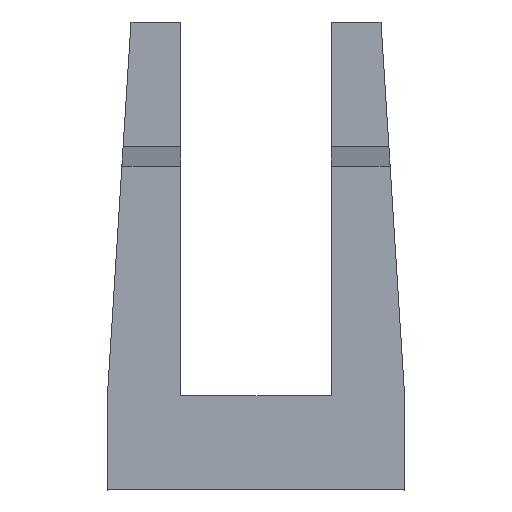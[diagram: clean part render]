
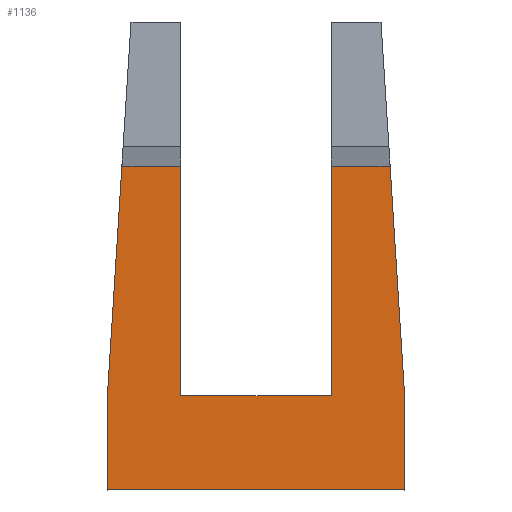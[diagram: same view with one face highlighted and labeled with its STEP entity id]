
A CAD part, left-side view. The second image highlights one B-rep face of the part: STEP entity #1136.
In plain terms, the highlighted planar face has unit normal (-1, 0, 0).
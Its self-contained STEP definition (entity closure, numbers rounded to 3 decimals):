
#1068=AXIS2_PLACEMENT_3D('Plane Axis2P3D',#1065,#1066,#1067) ;
#743=CARTESIAN_POINT('Vertex',(0.11,6.3,2.)) ;
#746=CARTESIAN_POINT('Line Origine',(0.11,6.146,4.433)) ;
#750=CARTESIAN_POINT('Vertex',(0.11,5.993,6.866)) ;
#905=CARTESIAN_POINT('Line Origine',(0.11,5.371,6.866)) ;
#909=CARTESIAN_POINT('Vertex',(0.11,4.75,6.866)) ;
#1065=CARTESIAN_POINT('Axis2P3D Location',(0.11,-0.1,6.9)) ;
#1070=CARTESIAN_POINT('Line Origine',(0.11,6.3,1.)) ;
#1074=CARTESIAN_POINT('Vertex',(0.11,6.3,0.)) ;
#1077=CARTESIAN_POINT('Line Origine',(0.11,3.15,0.)) ;
#1081=CARTESIAN_POINT('Vertex',(0.11,0.,0.)) ;
#1084=CARTESIAN_POINT('Line Origine',(0.11,0.,1.)) ;
#1088=CARTESIAN_POINT('Vertex',(0.11,0.,2.)) ;
#1091=CARTESIAN_POINT('Line Origine',(0.11,0.154,4.433)) ;
#1095=CARTESIAN_POINT('Vertex',(0.11,0.307,6.866)) ;
#1098=CARTESIAN_POINT('Line Origine',(0.11,0.929,6.866)) ;
#1102=CARTESIAN_POINT('Vertex',(0.11,1.55,6.866)) ;
#1105=CARTESIAN_POINT('Line Origine',(0.11,1.55,4.433)) ;
#1109=CARTESIAN_POINT('Vertex',(0.11,1.55,2.)) ;
#1112=CARTESIAN_POINT('Line Origine',(0.11,3.15,2.)) ;
#1116=CARTESIAN_POINT('Vertex',(0.11,4.75,2.)) ;
#1119=CARTESIAN_POINT('Line Origine',(0.11,4.75,4.433)) ;
#747=DIRECTION('Vector Direction',(0.,-0.063,0.998)) ;
#906=DIRECTION('Vector Direction',(0.,1.,0.)) ;
#1066=DIRECTION('Axis2P3D Direction',(1.,0.,0.)) ;
#1067=DIRECTION('Axis2P3D XDirection',(0.,0.,-1.)) ;
#1071=DIRECTION('Vector Direction',(0.,0.,1.)) ;
#1078=DIRECTION('Vector Direction',(0.,1.,0.)) ;
#1085=DIRECTION('Vector Direction',(0.,0.,-1.)) ;
#1092=DIRECTION('Vector Direction',(0.,0.063,0.998)) ;
#1099=DIRECTION('Vector Direction',(0.,-1.,0.)) ;
#1106=DIRECTION('Vector Direction',(0.,0.,-1.)) ;
#1113=DIRECTION('Vector Direction',(0.,1.,0.)) ;
#1120=DIRECTION('Vector Direction',(0.,0.,-1.)) ;
#748=VECTOR('Line Direction',#747,1.) ;
#907=VECTOR('Line Direction',#906,1.) ;
#1072=VECTOR('Line Direction',#1071,1.) ;
#1079=VECTOR('Line Direction',#1078,1.) ;
#1086=VECTOR('Line Direction',#1085,1.) ;
#1093=VECTOR('Line Direction',#1092,1.) ;
#1100=VECTOR('Line Direction',#1099,1.) ;
#1107=VECTOR('Line Direction',#1106,1.) ;
#1114=VECTOR('Line Direction',#1113,1.) ;
#1121=VECTOR('Line Direction',#1120,1.) ;
#1125=ORIENTED_EDGE('',*,*,#1076,.F.) ;
#1126=ORIENTED_EDGE('',*,*,#1083,.F.) ;
#1127=ORIENTED_EDGE('',*,*,#1090,.F.) ;
#1128=ORIENTED_EDGE('',*,*,#1097,.T.) ;
#1129=ORIENTED_EDGE('',*,*,#1104,.F.) ;
#1130=ORIENTED_EDGE('',*,*,#1111,.T.) ;
#1131=ORIENTED_EDGE('',*,*,#1118,.T.) ;
#1132=ORIENTED_EDGE('',*,*,#1123,.F.) ;
#1133=ORIENTED_EDGE('',*,*,#911,.T.) ;
#1134=ORIENTED_EDGE('',*,*,#752,.F.) ;
#1136=ADVANCED_FACE('Strain Relief',(#1135),#1069,.F.) ;
#752=EDGE_CURVE('',#744,#751,#749,.T.) ;
#911=EDGE_CURVE('',#910,#751,#908,.T.) ;
#1076=EDGE_CURVE('',#1075,#744,#1073,.T.) ;
#1083=EDGE_CURVE('',#1082,#1075,#1080,.T.) ;
#1090=EDGE_CURVE('',#1089,#1082,#1087,.T.) ;
#1097=EDGE_CURVE('',#1089,#1096,#1094,.T.) ;
#1104=EDGE_CURVE('',#1103,#1096,#1101,.T.) ;
#1111=EDGE_CURVE('',#1103,#1110,#1108,.T.) ;
#1118=EDGE_CURVE('',#1110,#1117,#1115,.T.) ;
#1123=EDGE_CURVE('',#910,#1117,#1122,.T.) ;
#1124=EDGE_LOOP('',(#1125,#1126,#1127,#1128,#1129,#1130,#1131,#1132,#1133,#1134)) ;
#1135=FACE_OUTER_BOUND('',#1124,.T.) ;
#749=LINE('Line',#746,#748) ;
#908=LINE('Line',#905,#907) ;
#1073=LINE('Line',#1070,#1072) ;
#1080=LINE('Line',#1077,#1079) ;
#1087=LINE('Line',#1084,#1086) ;
#1094=LINE('Line',#1091,#1093) ;
#1101=LINE('Line',#1098,#1100) ;
#1108=LINE('Line',#1105,#1107) ;
#1115=LINE('Line',#1112,#1114) ;
#1122=LINE('Line',#1119,#1121) ;
#1069=PLANE('',#1068) ;
#744=VERTEX_POINT('',#743) ;
#751=VERTEX_POINT('',#750) ;
#910=VERTEX_POINT('',#909) ;
#1075=VERTEX_POINT('',#1074) ;
#1082=VERTEX_POINT('',#1081) ;
#1089=VERTEX_POINT('',#1088) ;
#1096=VERTEX_POINT('',#1095) ;
#1103=VERTEX_POINT('',#1102) ;
#1110=VERTEX_POINT('',#1109) ;
#1117=VERTEX_POINT('',#1116) ;
